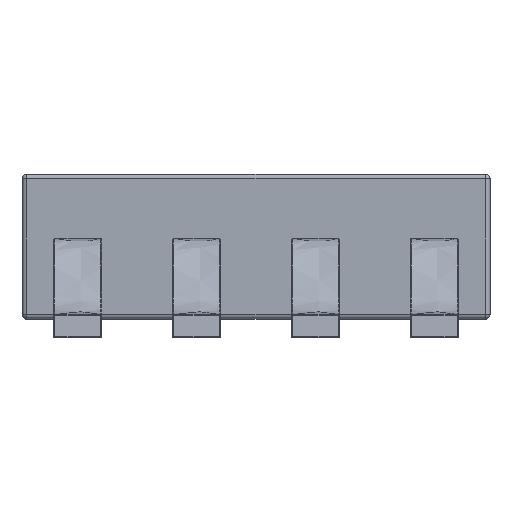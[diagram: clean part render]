
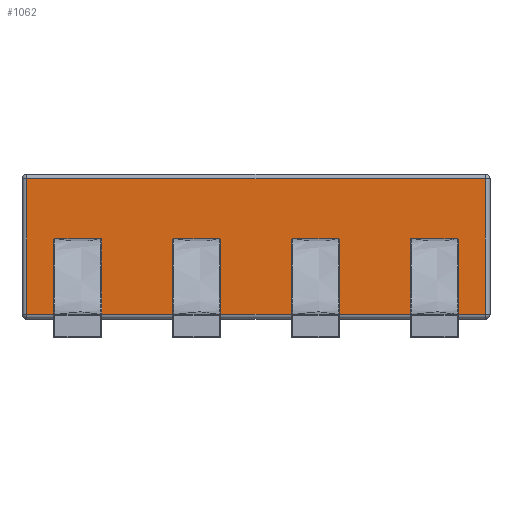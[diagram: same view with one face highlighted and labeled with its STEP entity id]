
A CAD part, left-side view. The second image highlights one B-rep face of the part: STEP entity #1062.
In plain terms, the highlighted planar face has unit normal (-1, 0, 0).
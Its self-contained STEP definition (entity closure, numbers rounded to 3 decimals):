
#1062=ADVANCED_FACE('',(#3195),#3197,.T.);
#3195=FACE_BOUND('',#3196,.T.);
#3196=EDGE_LOOP('',(#9065,#9066,#9067,#9068));
#3197=PLANE('',#3198);
#3198=AXIS2_PLACEMENT_3D('',#3199,#3200,#3201);
#3199=CARTESIAN_POINT('',(-2.,2.5,0.));
#3200=DIRECTION('',(-1.,0.,0.));
#3201=DIRECTION('',(0.,-1.,0.));
#9065=ORIENTED_EDGE('',*,*,#14108,.T.);
#9066=ORIENTED_EDGE('',*,*,#14109,.T.);
#9067=ORIENTED_EDGE('',*,*,#13888,.F.);
#9068=ORIENTED_EDGE('',*,*,#14110,.F.);
#13888=EDGE_CURVE('',#14923,#14924,#14925,.T.);
#14108=EDGE_CURVE('',#15258,#15259,#15260,.T.);
#14109=EDGE_CURVE('',#15259,#14924,#15261,.T.);
#14110=EDGE_CURVE('',#15258,#14923,#15262,.T.);
#14923=VERTEX_POINT('',#16568);
#14924=VERTEX_POINT('',#16569);
#14925=LINE('',#16570,#16571);
#15258=VERTEX_POINT('',#17352);
#15259=VERTEX_POINT('',#17353);
#15260=LINE('',#17354,#17355);
#15261=LINE('',#17357,#17358);
#15262=LINE('',#17360,#17361);
#16568=CARTESIAN_POINT('',(-2.,2.45,1.5));
#16569=CARTESIAN_POINT('',(-2.,-2.45,1.5));
#16570=CARTESIAN_POINT('',(-2.,2.45,1.5));
#16571=VECTOR('',#16572,1.);
#16572=DIRECTION('',(0.,-1.,0.));
#17352=CARTESIAN_POINT('',(-2.,2.45,0.05));
#17353=CARTESIAN_POINT('',(-2.,-2.45,0.05));
#17354=CARTESIAN_POINT('',(-2.,2.45,0.05));
#17355=VECTOR('',#17356,1.);
#17356=DIRECTION('',(0.,-1.,0.));
#17357=CARTESIAN_POINT('',(-2.,-2.45,0.05));
#17358=VECTOR('',#17359,1.);
#17359=DIRECTION('',(0.,0.,1.));
#17360=CARTESIAN_POINT('',(-2.,2.45,0.05));
#17361=VECTOR('',#17362,1.);
#17362=DIRECTION('',(0.,0.,1.));
